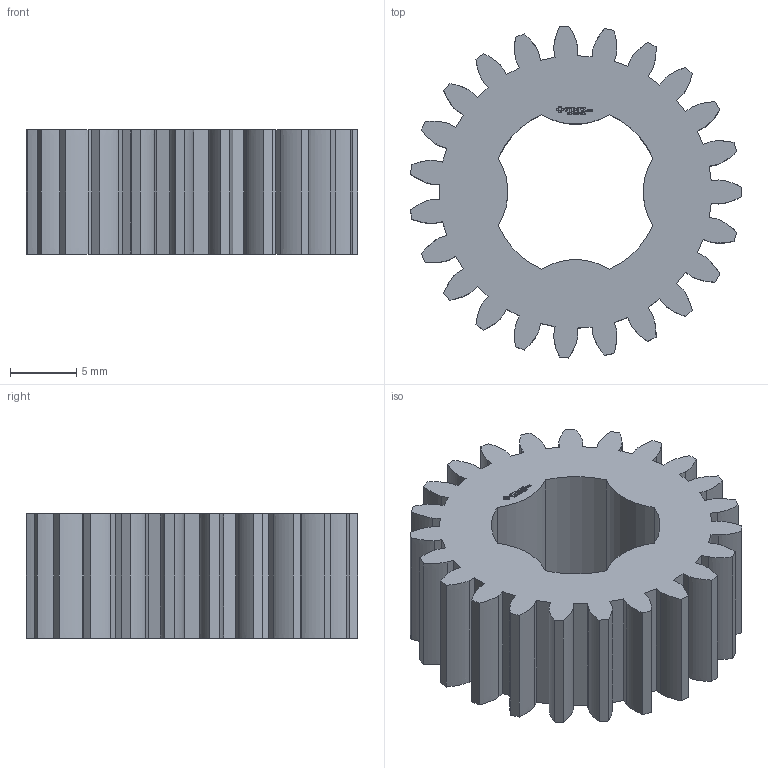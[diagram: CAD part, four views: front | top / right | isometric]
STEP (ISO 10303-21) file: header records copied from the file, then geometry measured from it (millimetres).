
FILE_DESCRIPTION(('FreeCAD Model'),'2;1');
FILE_NAME('Open CASCADE Shape Model','2024-03-09T18:20:28',(''),(''), 'Open CASCADE STEP processor 7.6','FreeCAD','Unknown');
FILE_SCHEMA(('AUTOMOTIVE_DESIGN { 1 0 10303 214 1 1 1 1 }'));
Length unit declared in the file: millimetre
Products named in the file (1): Gear Wheel PLN TTH23 BU00.75 SFT-SHD - SPN-GWH-0071 (stemfie.org)
Bounding box: 24.92 x 24.98 x 9.38 mm (x, y, z)
Volume: 2787.8 mm3; surface area: 2390.9 mm2
Topology: 1 solids, 1 shells, 581 faces, 1647 edges, 1098 vertices
Faces by surface type: plane 321, extrusion 252, cylinder 8
Entity records: 48398 total; most frequent: CARTESIAN_POINT 13071, DIRECTION 4861, VECTOR 4153, LINE 3901, ORIENTED_EDGE 3294, PCURVE 3294, DEFINITIONAL_REPRESENTATION 3294, EDGE_CURVE 1647
